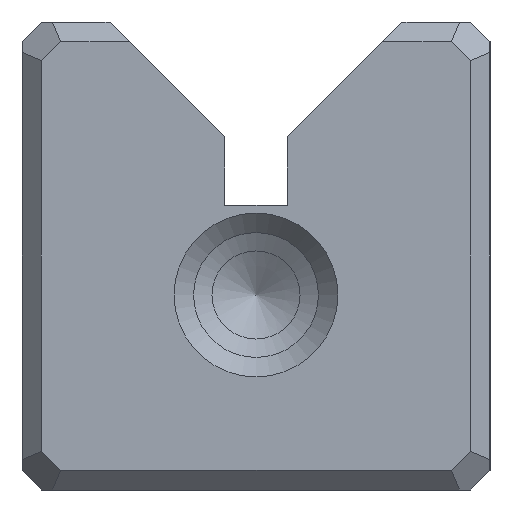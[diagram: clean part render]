
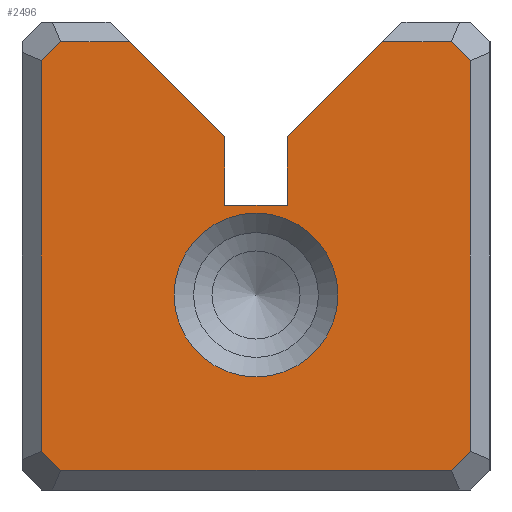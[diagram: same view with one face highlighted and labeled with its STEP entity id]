
A CAD part, left-side view. The second image highlights one B-rep face of the part: STEP entity #2496.
In plain terms, the highlighted planar face has unit normal (-1, 0, 0).
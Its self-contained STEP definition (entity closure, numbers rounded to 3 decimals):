
#2496=ADVANCED_FACE('',(#3487,#3488),#2913,.F.);
#2913=PLANE('',#9268);
#3172=CIRCLE('',#9267,2.1);
#3487=FACE_BOUND('',#3750,.T.);
#3488=FACE_BOUND('',#3751,.T.);
#3750=EDGE_LOOP('',(#4535));
#3751=EDGE_LOOP('',(#4536,#4537,#4538,#4539,#4540,#4541,#4542,#4543,#4544,
#4545,#4546,#4547,#4548,#4549));
#4535=ORIENTED_EDGE('',*,*,#7165,.T.);
#4536=ORIENTED_EDGE('',*,*,#7166,.T.);
#4537=ORIENTED_EDGE('',*,*,#7167,.T.);
#4538=ORIENTED_EDGE('',*,*,#7168,.F.);
#4539=ORIENTED_EDGE('',*,*,#7169,.F.);
#4540=ORIENTED_EDGE('',*,*,#7170,.F.);
#4541=ORIENTED_EDGE('',*,*,#7171,.F.);
#4542=ORIENTED_EDGE('',*,*,#7172,.F.);
#4543=ORIENTED_EDGE('',*,*,#7173,.T.);
#4544=ORIENTED_EDGE('',*,*,#7174,.T.);
#4545=ORIENTED_EDGE('',*,*,#7175,.T.);
#4546=ORIENTED_EDGE('',*,*,#7176,.T.);
#4547=ORIENTED_EDGE('',*,*,#7177,.T.);
#4548=ORIENTED_EDGE('',*,*,#7178,.T.);
#4549=ORIENTED_EDGE('',*,*,#7179,.T.);
#6479=VERTEX_POINT('',#11992);
#6480=VERTEX_POINT('',#11994);
#6481=VERTEX_POINT('',#11995);
#6482=VERTEX_POINT('',#11997);
#6483=VERTEX_POINT('',#11999);
#6484=VERTEX_POINT('',#12001);
#6485=VERTEX_POINT('',#12003);
#6486=VERTEX_POINT('',#12005);
#6487=VERTEX_POINT('',#12007);
#6488=VERTEX_POINT('',#12009);
#6489=VERTEX_POINT('',#12011);
#6490=VERTEX_POINT('',#12013);
#6491=VERTEX_POINT('',#12015);
#6492=VERTEX_POINT('',#12017);
#6493=VERTEX_POINT('',#12019);
#7165=EDGE_CURVE('',#6479,#6479,#3172,.T.);
#7166=EDGE_CURVE('',#6480,#6481,#8047,.T.);
#7167=EDGE_CURVE('',#6481,#6482,#8048,.T.);
#7168=EDGE_CURVE('',#6483,#6482,#8049,.T.);
#7169=EDGE_CURVE('',#6484,#6483,#8050,.T.);
#7170=EDGE_CURVE('',#6485,#6484,#8051,.T.);
#7171=EDGE_CURVE('',#6486,#6485,#8052,.T.);
#7172=EDGE_CURVE('',#6487,#6486,#8053,.T.);
#7173=EDGE_CURVE('',#6487,#6488,#8054,.T.);
#7174=EDGE_CURVE('',#6488,#6489,#8055,.T.);
#7175=EDGE_CURVE('',#6489,#6490,#8056,.T.);
#7176=EDGE_CURVE('',#6490,#6491,#8057,.T.);
#7177=EDGE_CURVE('',#6491,#6492,#8058,.T.);
#7178=EDGE_CURVE('',#6492,#6493,#8059,.T.);
#7179=EDGE_CURVE('',#6493,#6480,#8060,.T.);
#8047=LINE('',#11993,#8731);
#8048=LINE('',#11996,#8732);
#8049=LINE('',#11998,#8733);
#8050=LINE('',#12000,#8734);
#8051=LINE('',#12002,#8735);
#8052=LINE('',#12004,#8736);
#8053=LINE('',#12006,#8737);
#8054=LINE('',#12008,#8738);
#8055=LINE('',#12010,#8739);
#8056=LINE('',#12012,#8740);
#8057=LINE('',#12014,#8741);
#8058=LINE('',#12016,#8742);
#8059=LINE('',#12018,#8743);
#8060=LINE('',#12020,#8744);
#8731=VECTOR('',#9887,1.);
#8732=VECTOR('',#9888,1.);
#8733=VECTOR('',#9889,1.);
#8734=VECTOR('',#9890,1.);
#8735=VECTOR('',#9891,1.);
#8736=VECTOR('',#9892,1.);
#8737=VECTOR('',#9893,1.);
#8738=VECTOR('',#9894,1.);
#8739=VECTOR('',#9895,1.);
#8740=VECTOR('',#9896,1.);
#8741=VECTOR('',#9897,1.);
#8742=VECTOR('',#9898,1.);
#8743=VECTOR('',#9899,1.);
#8744=VECTOR('',#9900,1.);
#9267=AXIS2_PLACEMENT_3D('',#11991,#9885,#9886);
#9268=AXIS2_PLACEMENT_3D('',#12021,#9901,#9902);
#9885=DIRECTION('',(1.,0.,0.));
#9886=DIRECTION('',(0.,0.,-1.));
#9887=DIRECTION('',(0.,0.707,0.707));
#9888=DIRECTION('',(0.,1.,0.));
#9889=DIRECTION('',(0.,-0.707,0.707));
#9890=DIRECTION('',(0.,0.,1.));
#9891=DIRECTION('',(0.,-1.,0.));
#9892=DIRECTION('',(0.,0.,-1.));
#9893=DIRECTION('',(0.,-0.707,-0.707));
#9894=DIRECTION('',(0.,1.,0.));
#9895=DIRECTION('',(0.,0.707,-0.707));
#9896=DIRECTION('',(0.,0.,-1.));
#9897=DIRECTION('',(0.,-0.707,-0.707));
#9898=DIRECTION('',(0.,-1.,0.));
#9899=DIRECTION('',(0.,-0.707,0.707));
#9900=DIRECTION('',(0.,0.,1.));
#9901=DIRECTION('',(1.,0.,0.));
#9902=DIRECTION('',(0.,0.,1.));
#11991=CARTESIAN_POINT('',(-175.,0.,-1.));
#11992=CARTESIAN_POINT('',(-175.,0.,-3.1));
#11993=CARTESIAN_POINT('',(-175.,-5.255,5.255));
#11994=CARTESIAN_POINT('',(-175.,-5.5,5.01));
#11995=CARTESIAN_POINT('',(-175.,-5.01,5.5));
#11996=CARTESIAN_POINT('',(-175.,-3.743,5.5));
#11997=CARTESIAN_POINT('',(-175.,-3.243,5.5));
#11998=CARTESIAN_POINT('',(-175.,0.,2.257));
#11999=CARTESIAN_POINT('',(-175.,-0.8,3.057));
#12000=CARTESIAN_POINT('',(-175.,-0.8,1.3));
#12001=CARTESIAN_POINT('',(-175.,-0.8,1.3));
#12002=CARTESIAN_POINT('',(-175.,0.8,1.3));
#12003=CARTESIAN_POINT('',(-175.,0.8,1.3));
#12004=CARTESIAN_POINT('',(-175.,0.8,3.057));
#12005=CARTESIAN_POINT('',(-175.,0.8,3.057));
#12006=CARTESIAN_POINT('',(-175.,7.243,9.5));
#12007=CARTESIAN_POINT('',(-175.,3.243,5.5));
#12008=CARTESIAN_POINT('',(-175.,5.5,5.5));
#12009=CARTESIAN_POINT('',(-175.,5.01,5.5));
#12010=CARTESIAN_POINT('',(-175.,5.255,5.255));
#12011=CARTESIAN_POINT('',(-175.,5.5,5.01));
#12012=CARTESIAN_POINT('',(-175.,5.5,-5.5));
#12013=CARTESIAN_POINT('',(-175.,5.5,-5.01));
#12014=CARTESIAN_POINT('',(-175.,5.255,-5.255));
#12015=CARTESIAN_POINT('',(-175.,5.01,-5.5));
#12016=CARTESIAN_POINT('',(-175.,-5.5,-5.5));
#12017=CARTESIAN_POINT('',(-175.,-5.01,-5.5));
#12018=CARTESIAN_POINT('',(-175.,-5.255,-5.255));
#12019=CARTESIAN_POINT('',(-175.,-5.5,-5.01));
#12020=CARTESIAN_POINT('',(-175.,-5.5,5.5));
#12021=CARTESIAN_POINT('',(-175.,0.,0.));
